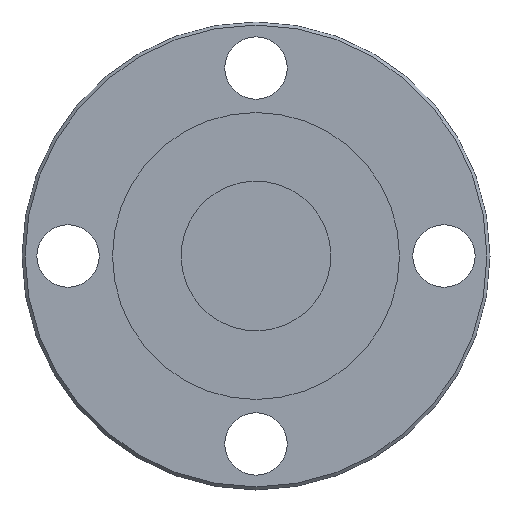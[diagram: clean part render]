
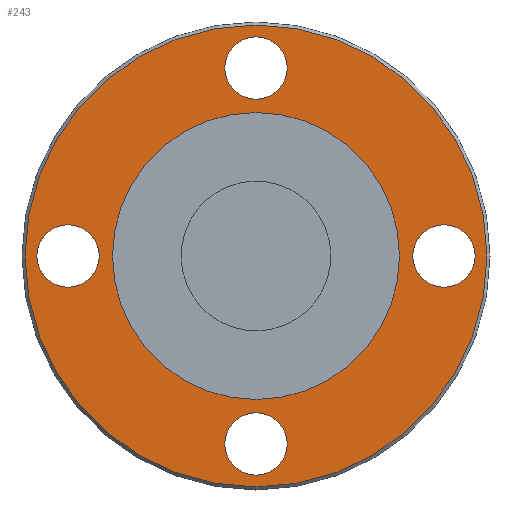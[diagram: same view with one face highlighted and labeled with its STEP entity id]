
A CAD part, front view. The second image highlights one B-rep face of the part: STEP entity #243.
In plain terms, the highlighted planar face has unit normal (0, -1, 0).
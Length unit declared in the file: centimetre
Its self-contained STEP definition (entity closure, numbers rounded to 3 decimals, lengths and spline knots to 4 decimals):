
#32=FACE_BOUND('',#96,.T.);
#33=FACE_BOUND('',#97,.T.);
#34=FACE_BOUND('',#98,.T.);
#35=FACE_BOUND('',#99,.T.);
#36=FACE_BOUND('',#100,.T.);
#62=FACE_OUTER_BOUND('',#95,.T.);
#95=EDGE_LOOP('',(#195));
#96=EDGE_LOOP('',(#196));
#97=EDGE_LOOP('',(#197));
#98=EDGE_LOOP('',(#198));
#99=EDGE_LOOP('',(#199));
#100=EDGE_LOOP('',(#200));
#108=CIRCLE('',#255,1.);
#110=CIRCLE('',#258,1.);
#112=CIRCLE('',#261,1.);
#114=CIRCLE('',#264,1.);
#122=CIRCLE('',#279,7.4);
#123=CIRCLE('',#281,4.5999);
#128=VERTEX_POINT('',#372);
#130=VERTEX_POINT('',#377);
#132=VERTEX_POINT('',#382);
#134=VERTEX_POINT('',#387);
#142=VERTEX_POINT('',#410);
#143=VERTEX_POINT('',#413);
#148=EDGE_CURVE('',#128,#128,#108,.T.);
#150=EDGE_CURVE('',#130,#130,#110,.T.);
#152=EDGE_CURVE('',#132,#132,#112,.T.);
#154=EDGE_CURVE('',#134,#134,#114,.T.);
#162=EDGE_CURVE('',#142,#142,#122,.T.);
#163=EDGE_CURVE('',#143,#143,#123,.T.);
#195=ORIENTED_EDGE('',*,*,#162,.T.);
#196=ORIENTED_EDGE('',*,*,#148,.T.);
#197=ORIENTED_EDGE('',*,*,#150,.T.);
#198=ORIENTED_EDGE('',*,*,#152,.T.);
#199=ORIENTED_EDGE('',*,*,#154,.T.);
#200=ORIENTED_EDGE('',*,*,#163,.F.);
#209=PLANE('',#280);
#243=ADVANCED_FACE('',(#62,#32,#33,#34,#35,#36),#209,.T.);
#255=AXIS2_PLACEMENT_3D('',#373,#301,#302);
#258=AXIS2_PLACEMENT_3D('',#378,#307,#308);
#261=AXIS2_PLACEMENT_3D('',#383,#313,#314);
#264=AXIS2_PLACEMENT_3D('',#388,#319,#320);
#279=AXIS2_PLACEMENT_3D('',#411,#349,#350);
#280=AXIS2_PLACEMENT_3D('',#412,#351,#352);
#281=AXIS2_PLACEMENT_3D('',#414,#353,#354);
#301=DIRECTION('center_axis',(0.,1.,0.));
#302=DIRECTION('ref_axis',(0.,0.,-1.));
#307=DIRECTION('center_axis',(0.,1.,0.));
#308=DIRECTION('ref_axis',(1.,0.,0.));
#313=DIRECTION('center_axis',(0.,1.,0.));
#314=DIRECTION('ref_axis',(0.,0.,1.));
#319=DIRECTION('center_axis',(0.,1.,0.));
#320=DIRECTION('ref_axis',(-1.,0.,0.));
#349=DIRECTION('center_axis',(0.,-1.,0.));
#350=DIRECTION('ref_axis',(1.,0.,0.));
#351=DIRECTION('center_axis',(0.,-1.,0.));
#352=DIRECTION('ref_axis',(0.,0.,-1.));
#353=DIRECTION('center_axis',(0.,-1.,0.));
#354=DIRECTION('ref_axis',(1.,0.,0.));
#372=CARTESIAN_POINT('',(6.025,0.16,1.));
#373=CARTESIAN_POINT('Origin',(6.025,0.16,0.));
#377=CARTESIAN_POINT('',(-1.,0.16,6.025));
#378=CARTESIAN_POINT('Origin',(0.,0.16,6.025));
#382=CARTESIAN_POINT('',(-6.025,0.16,-1.));
#383=CARTESIAN_POINT('Origin',(-6.025,0.16,0.));
#387=CARTESIAN_POINT('',(1.,0.16,-6.025));
#388=CARTESIAN_POINT('Origin',(0.,0.16,-6.025));
#410=CARTESIAN_POINT('',(7.4,0.16,0.));
#411=CARTESIAN_POINT('Origin',(0.,0.16,0.));
#412=CARTESIAN_POINT('Origin',(5.9999,0.16,0.));
#413=CARTESIAN_POINT('',(4.5999,0.16,0.));
#414=CARTESIAN_POINT('Origin',(0.,0.16,0.));
